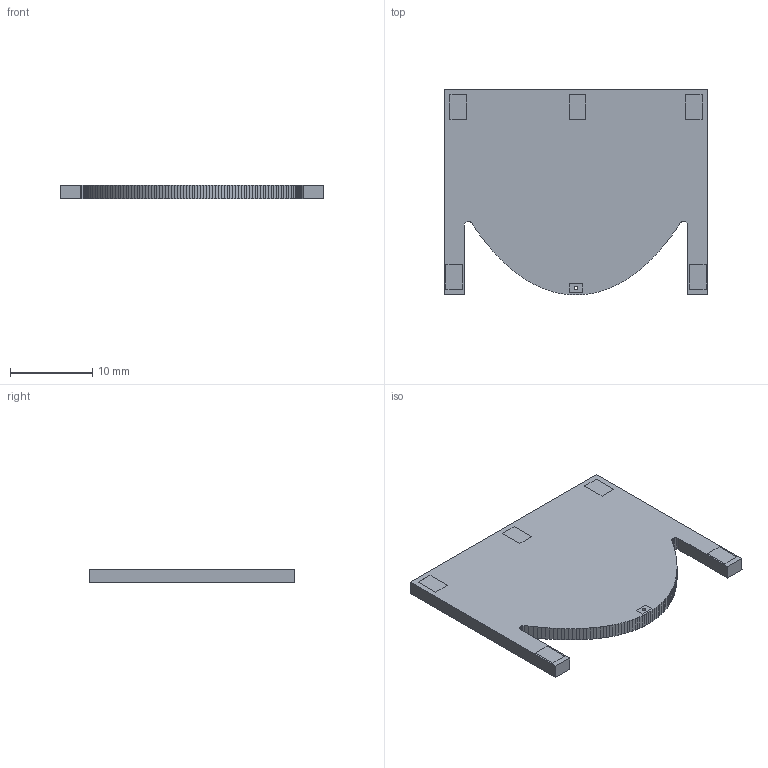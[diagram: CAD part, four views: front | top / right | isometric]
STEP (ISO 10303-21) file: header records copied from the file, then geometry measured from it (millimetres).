
FILE_DESCRIPTION (( 'STEP AP214' ), '1' );
FILE_NAME ('PCS.66.A_web.STEP', '2021-07-15T08:36:10', ( 'localadmin' ), ( '' ), 'SwSTEP 2.0', 'SolidWorks 2018', '' );
FILE_SCHEMA (( 'AUTOMOTIVE_DESIGN' ));
Length unit declared in the file: millimetre
Products named in the file (1): PCS.66.A_web
Bounding box: 32.01 x 25.01 x 1.69 mm (x, y, z)
Volume: 1207.1 mm3; surface area: 1664.1 mm2
Topology: 1 solids, 1 shells, 709 faces, 1937 edges, 1285 vertices
Faces by surface type: plane 426, bspline 250, cylinder 33
Full cylindrical faces by diameter (mm): 0.4 x1, 0.7 x1
Entity records: 31261 total; most frequent: CARTESIAN_POINT 14418, ORIENTED_EDGE 3856, DIRECTION 2312, EDGE_CURVE 1928, VERTEX_POINT 1284, LINE 1276, VECTOR 1276, EDGE_LOOP 774
